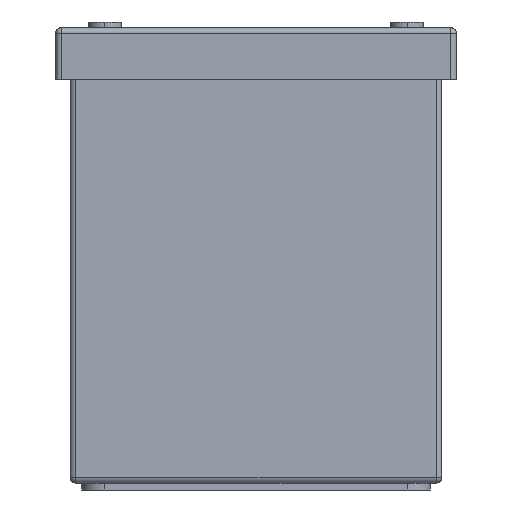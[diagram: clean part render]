
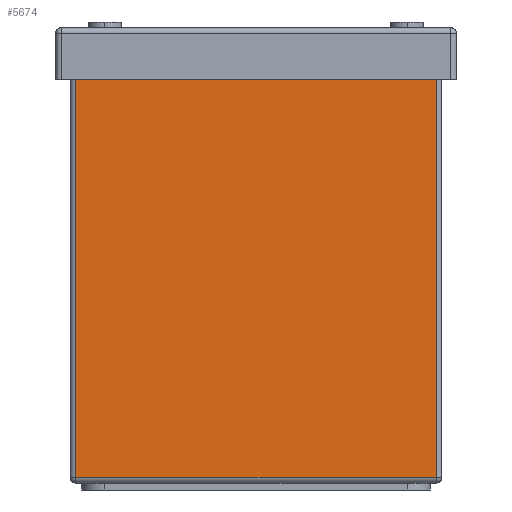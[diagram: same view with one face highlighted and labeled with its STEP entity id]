
A CAD part, left-side view. The second image highlights one B-rep face of the part: STEP entity #5674.
In plain terms, the highlighted planar face has unit normal (-1, 0, 0).
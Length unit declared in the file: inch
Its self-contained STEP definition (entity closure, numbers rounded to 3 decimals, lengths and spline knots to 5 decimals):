
#651 = EDGE_CURVE ( 'NONE', #11886, #2520, #13076, .T. ) ;
#755 = VECTOR ( 'NONE', #15602, 39.37008 ) ;
#923 = DIRECTION ( 'NONE',  ( 0., 1., 0. ) ) ;
#1067 = PLANE ( 'NONE',  #2916 ) ;
#1204 = EDGE_CURVE ( 'NONE', #2520, #12972, #3184, .T. ) ;
#1211 = LINE ( 'NONE', #3845, #13373 ) ;
#1952 = EDGE_CURVE ( 'NONE', #11886, #13722, #2752, .T. ) ;
#2520 = VERTEX_POINT ( 'NONE', #9189 ) ;
#2752 = LINE ( 'NONE', #11595, #8119 ) ;
#2904 = CARTESIAN_POINT ( 'NONE',  ( 0., 3.94, 4.69 ) ) ;
#2916 = AXIS2_PLACEMENT_3D ( 'NONE', #3698, #3543, #923 ) ;
#3184 = LINE ( 'NONE', #5593, #755 ) ;
#3543 = DIRECTION ( 'NONE',  ( 1., 0., 0. ) ) ;
#3698 = CARTESIAN_POINT ( 'NONE',  ( 0., 3.94, 4.75 ) ) ;
#3845 = CARTESIAN_POINT ( 'NONE',  ( 0., 3.94, 0.06 ) ) ;
#4546 = VECTOR ( 'NONE', #15409, 39.37008 ) ;
#5513 = EDGE_LOOP ( 'NONE', ( #9880, #11891, #14025, #7960 ) ) ;
#5593 = CARTESIAN_POINT ( 'NONE',  ( 0., 3.94, 4.75 ) ) ;
#5674 = ADVANCED_FACE ( 'NONE', ( #11162 ), #1067, .F. ) ;
#6316 = CARTESIAN_POINT ( 'NONE',  ( 0., 3.94, 0.06 ) ) ;
#7177 = CARTESIAN_POINT ( 'NONE',  ( 0., 0.06, 0.06 ) ) ;
#7960 = ORIENTED_EDGE ( 'NONE', *, *, #12649, .T. ) ;
#8036 = DIRECTION ( 'NONE',  ( 0., 0., -1. ) ) ;
#8119 = VECTOR ( 'NONE', #8036, 39.37008 ) ;
#9189 = CARTESIAN_POINT ( 'NONE',  ( 0., 3.94, 4.69 ) ) ;
#9880 = ORIENTED_EDGE ( 'NONE', *, *, #1952, .F. ) ;
#11162 = FACE_OUTER_BOUND ( 'NONE', #5513, .T. ) ;
#11380 = DIRECTION ( 'NONE',  ( 0., -1., 0. ) ) ;
#11595 = CARTESIAN_POINT ( 'NONE',  ( 0., 0.06, 4.75 ) ) ;
#11886 = VERTEX_POINT ( 'NONE', #15308 ) ;
#11891 = ORIENTED_EDGE ( 'NONE', *, *, #651, .T. ) ;
#12649 = EDGE_CURVE ( 'NONE', #12972, #13722, #1211, .T. ) ;
#12972 = VERTEX_POINT ( 'NONE', #6316 ) ;
#13076 = LINE ( 'NONE', #2904, #4546 ) ;
#13373 = VECTOR ( 'NONE', #11380, 39.37008 ) ;
#13722 = VERTEX_POINT ( 'NONE', #7177 ) ;
#14025 = ORIENTED_EDGE ( 'NONE', *, *, #1204, .T. ) ;
#15308 = CARTESIAN_POINT ( 'NONE',  ( 0., 0.06, 4.69 ) ) ;
#15409 = DIRECTION ( 'NONE',  ( 0., 1., 0. ) ) ;
#15602 = DIRECTION ( 'NONE',  ( 0., 0., -1. ) ) ;
